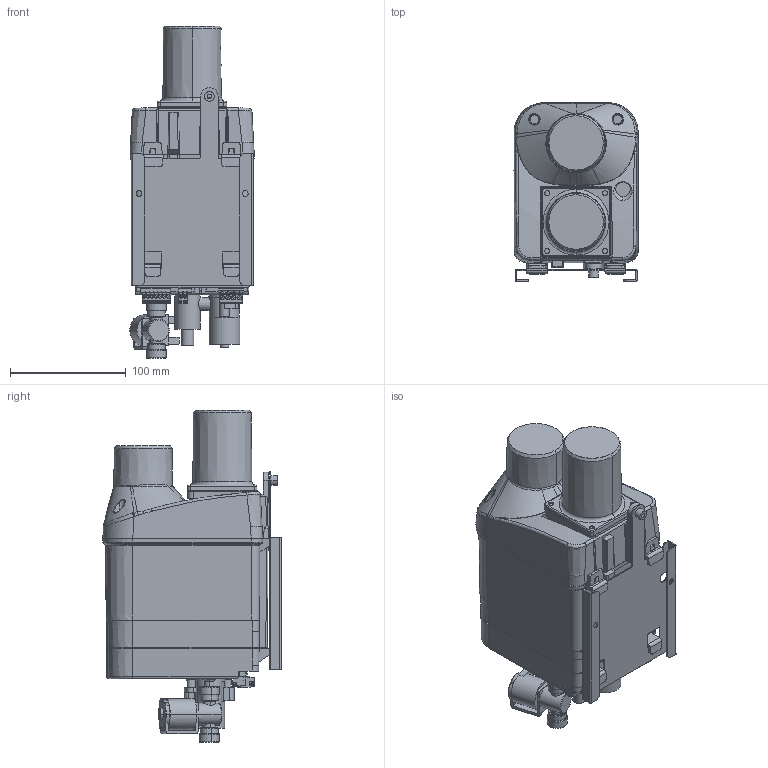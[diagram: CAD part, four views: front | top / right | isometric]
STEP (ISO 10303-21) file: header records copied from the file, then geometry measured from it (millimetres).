
FILE_DESCRIPTION((''),'2;1');
FILE_NAME('INGOMBRI_MISTRAL_VENT_CONV_STF','2023-06-08T',('mcortina'),(''),'CREO PARAMETRIC BY PTC INC, 2016050','CREO PARAMETRIC BY PTC INC, 2016050','');
FILE_SCHEMA(('AUTOMOTIVE_DESIGN { 1 0 10303 214 1 1 1 1 }'));
Products named in the file (1): INGOMBRI_MISTRAL_VENT_CONV_STF
Bounding box: 107.56 x 154.3 x 287.2 mm (x, y, z)
Volume: 2312944.6 mm3; surface area: 255454.1 mm2
Topology: 6 solids, 15 shells, 2440 faces, 7731 edges, 6262 vertices
Faces by surface type: plane 1504, cylinder 683, cone 91, bspline 82, torus 76, sphere 4
Entity records: 95824 total; most frequent: CARTESIAN_POINT 29000, ORIENTED_EDGE 13666, DIRECTION 12525, EDGE_CURVE 6833, VECTOR 4545, LINE 4545, VERTEX_POINT 4495, AXIS2_PLACEMENT_3D 3990
